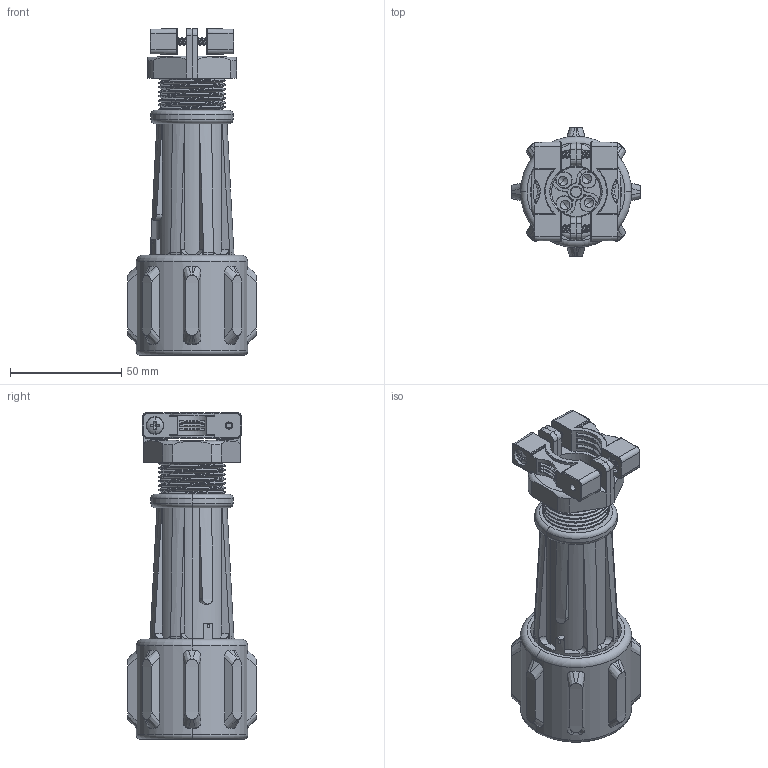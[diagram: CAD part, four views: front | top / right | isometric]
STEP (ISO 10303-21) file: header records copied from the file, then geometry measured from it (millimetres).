
FILE_DESCRIPTION(('STEP AP242'),'1');
FILE_NAME('pxa911-04-s.stp','2024-05-01T22:23:37',('TraceParts'),('TraceParts S.A.'),'Spatial InterOp 3D',' ',' ');
FILE_SCHEMA(('AP242_MANAGED_MODEL_BASED_3D_ENGINEERING_MIM_LF {1 0 10303 442 1 1 4}'));
Length unit declared in the file: millimetre
Products named in the file (1): pxa911-04-s_1
Bounding box: 58 x 58 x 146.75 mm (x, y, z)
Volume: 120527.1 mm3; surface area: 73485.1 mm2
Topology: 2 solids, 2 shells, 1502 faces, 3949 edges, 2536 vertices
Faces by surface type: plane 757, cylinder 396, cone 164, bspline 146, torus 23, sphere 16
Entity records: 83762 total; most frequent: CARTESIAN_POINT 48073, ORIENTED_EDGE 7866, DIRECTION 6716, EDGE_CURVE 3933, VERTEX_POINT 2536, LINE 2276, VECTOR 2276, AXIS2_PLACEMENT_3D 2220
